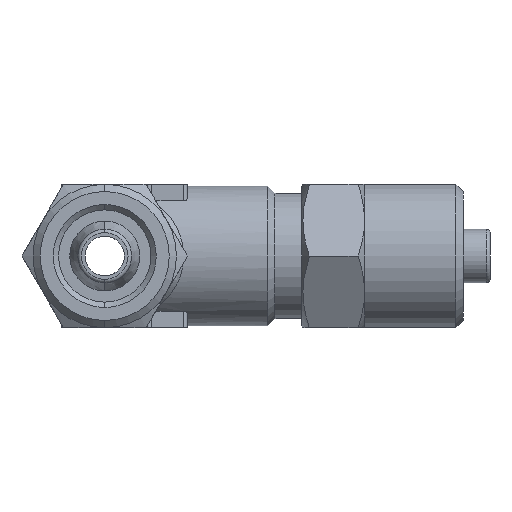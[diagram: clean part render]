
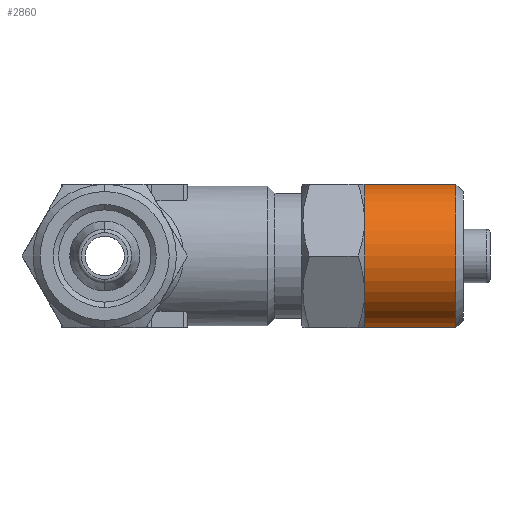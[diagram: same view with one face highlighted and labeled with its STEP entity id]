
A CAD part, left-side view. The second image highlights one B-rep face of the part: STEP entity #2860.
In plain terms, the highlighted cylindrical face has radius 4 mm (diameter 8 mm), a partial arc.
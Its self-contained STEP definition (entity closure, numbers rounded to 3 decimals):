
#762 = EDGE_LOOP ( 'NONE', ( #1464, #1350, #1403, #1408, #1306, #1487 ) ) ;
#908 = AXIS2_PLACEMENT_3D ( 'NONE', #3867, #3746, #3753 ) ;
#1306 = ORIENTED_EDGE ( 'NONE', *, *, #3664, .F. ) ;
#1350 = ORIENTED_EDGE ( 'NONE', *, *, #3669, .T. ) ;
#1403 = ORIENTED_EDGE ( 'NONE', *, *, #3677, .F. ) ;
#1408 = ORIENTED_EDGE ( 'NONE', *, *, #3678, .F. ) ;
#1464 = ORIENTED_EDGE ( 'NONE', *, *, #3674, .T. ) ;
#1487 = ORIENTED_EDGE ( 'NONE', *, *, #3672, .F. ) ;
#2537 = FACE_OUTER_BOUND ( 'NONE', #762, .T. ) ;
#2626 = CYLINDRICAL_SURFACE ( 'NONE', #908, 4. ) ;
#2860 = ADVANCED_FACE ( 'NONE', ( #2537 ), #2626, .T. ) ;
#3045 = LINE ( 'NONE', #4233, #3116 ) ;
#3057 = LINE ( 'NONE', #4034, #3104 ) ;
#3072 = CIRCLE ( 'NONE', #3089, 4. ) ;
#3075 = CIRCLE ( 'NONE', #3137, 4. ) ;
#3089 = AXIS2_PLACEMENT_3D ( 'NONE', #4266, #4206, #4296 ) ;
#3104 = VECTOR ( 'NONE', #4190, 1000. ) ;
#3107 = AXIS2_PLACEMENT_3D ( 'NONE', #4162, #4163, #4227 ) ;
#3111 = AXIS2_PLACEMENT_3D ( 'NONE', #4253, #4225, #4320 ) ;
#3116 = VECTOR ( 'NONE', #4324, 1000. ) ;
#3120 = CIRCLE ( 'NONE', #3111, 4. ) ;
#3137 = AXIS2_PLACEMENT_3D ( 'NONE', #4310, #4295, #4271 ) ;
#3214 = CIRCLE ( 'NONE', #3107, 4. ) ;
#3664 = EDGE_CURVE ( 'NONE', #4655, #4658, #3072, .T. ) ;
#3669 = EDGE_CURVE ( 'NONE', #4416, #4754, #3057, .T. ) ;
#3672 = EDGE_CURVE ( 'NONE', #4768, #4655, #3045, .T. ) ;
#3674 = EDGE_CURVE ( 'NONE', #4768, #4416, #3075, .T. ) ;
#3677 = EDGE_CURVE ( 'NONE', #4751, #4754, #3120, .T. ) ;
#3678 = EDGE_CURVE ( 'NONE', #4658, #4751, #3214, .T. ) ;
#3746 = DIRECTION ( 'NONE',  ( 0., 1., 0. ) ) ;
#3753 = DIRECTION ( 'NONE',  ( 0., 0., -1. ) ) ;
#3867 = CARTESIAN_POINT ( 'NONE',  ( 0., -8.581, 0. ) ) ;
#4010 = CARTESIAN_POINT ( 'NONE',  ( 0., -19.6, 4. ) ) ;
#4034 = CARTESIAN_POINT ( 'NONE',  ( 0., -8.581, 4. ) ) ;
#4162 = CARTESIAN_POINT ( 'NONE',  ( 0., -14.5, 0. ) ) ;
#4163 = DIRECTION ( 'NONE',  ( 0., 1., 0. ) ) ;
#4179 = CARTESIAN_POINT ( 'NONE',  ( -3.464, -14.5, -2. ) ) ;
#4183 = CARTESIAN_POINT ( 'NONE',  ( -3.464, -14.5, 2. ) ) ;
#4190 = DIRECTION ( 'NONE',  ( 0., 1., 0. ) ) ;
#4206 = DIRECTION ( 'NONE',  ( 0., 1., 0. ) ) ;
#4225 = DIRECTION ( 'NONE',  ( 0., 1., 0. ) ) ;
#4227 = DIRECTION ( 'NONE',  ( 0., 0., -1. ) ) ;
#4233 = CARTESIAN_POINT ( 'NONE',  ( 0., -8.581, -4. ) ) ;
#4235 = CARTESIAN_POINT ( 'NONE',  ( 0., -14.5, 4. ) ) ;
#4253 = CARTESIAN_POINT ( 'NONE',  ( 0., -14.5, 0. ) ) ;
#4264 = CARTESIAN_POINT ( 'NONE',  ( 0., -14.5, -4. ) ) ;
#4266 = CARTESIAN_POINT ( 'NONE',  ( 0., -14.5, 0. ) ) ;
#4271 = DIRECTION ( 'NONE',  ( 0., 0., -1. ) ) ;
#4295 = DIRECTION ( 'NONE',  ( 0., 1., 0. ) ) ;
#4296 = DIRECTION ( 'NONE',  ( 0., 0., -1. ) ) ;
#4310 = CARTESIAN_POINT ( 'NONE',  ( 0., -19.6, 0. ) ) ;
#4320 = DIRECTION ( 'NONE',  ( 0., 0., -1. ) ) ;
#4324 = DIRECTION ( 'NONE',  ( 0., 1., 0. ) ) ;
#4377 = CARTESIAN_POINT ( 'NONE',  ( 0., -19.6, -4. ) ) ;
#4416 = VERTEX_POINT ( 'NONE', #4010 ) ;
#4655 = VERTEX_POINT ( 'NONE', #4264 ) ;
#4658 = VERTEX_POINT ( 'NONE', #4179 ) ;
#4751 = VERTEX_POINT ( 'NONE', #4183 ) ;
#4754 = VERTEX_POINT ( 'NONE', #4235 ) ;
#4768 = VERTEX_POINT ( 'NONE', #4377 ) ;
